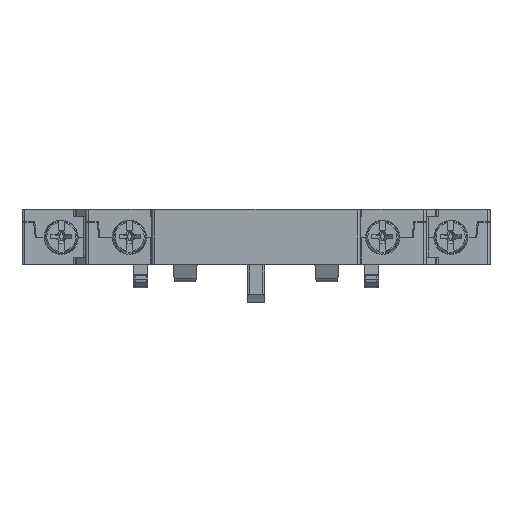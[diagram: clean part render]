
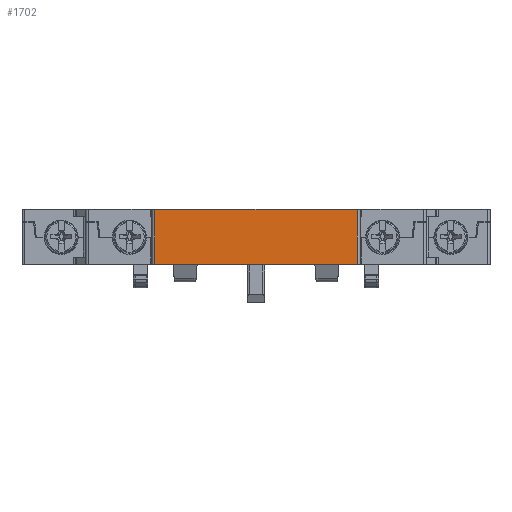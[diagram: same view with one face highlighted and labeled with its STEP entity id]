
A CAD part, left-side view. The second image highlights one B-rep face of the part: STEP entity #1702.
In plain terms, the highlighted planar face has unit normal (-1, 0, 0).
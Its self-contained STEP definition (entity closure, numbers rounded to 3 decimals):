
#1702=ADVANCED_FACE('',(#3103),#2408,.T.);
#2408=PLANE('',#24886);
#3103=FACE_OUTER_BOUND('',#3992,.T.);
#3992=EDGE_LOOP('',(#8077,#8078,#8079,#8080));
#8077=ORIENTED_EDGE('',*,*,#15689,.T.);
#8078=ORIENTED_EDGE('',*,*,#16113,.T.);
#8079=ORIENTED_EDGE('',*,*,#15627,.F.);
#8080=ORIENTED_EDGE('',*,*,#16154,.T.);
#12257=VERTEX_POINT('',#36222);
#12258=VERTEX_POINT('',#36223);
#12290=VERTEX_POINT('',#36321);
#12291=VERTEX_POINT('',#36323);
#15627=EDGE_CURVE('',#12257,#12258,#19235,.T.);
#15689=EDGE_CURVE('',#12291,#12290,#19279,.T.);
#16113=EDGE_CURVE('',#12290,#12258,#19578,.T.);
#16154=EDGE_CURVE('',#12257,#12291,#19598,.T.);
#19235=LINE('',#36221,#22098);
#19279=LINE('',#36322,#22142);
#19578=LINE('',#37233,#22441);
#19598=LINE('',#37517,#22461);
#22098=VECTOR('',#28229,1.);
#22142=VECTOR('',#28319,1.);
#22441=VECTOR('',#29020,1.);
#22461=VECTOR('',#29088,1.);
#24886=AXIS2_PLACEMENT_3D('',#37565,#29142,#29143);
#28229=DIRECTION('',(0.,1.,0.));
#28319=DIRECTION('',(0.,1.,0.));
#29020=DIRECTION('',(0.,0.,-1.));
#29088=DIRECTION('',(0.,0.,1.));
#29142=DIRECTION('',(-1.,0.,0.));
#29143=DIRECTION('',(0.,0.,1.));
#36221=CARTESIAN_POINT('',(-49.05,14.8,0.3));
#36222=CARTESIAN_POINT('',(-49.05,-11.2,0.3));
#36223=CARTESIAN_POINT('',(-49.05,25.6,0.3));
#36321=CARTESIAN_POINT('',(-49.05,25.6,10.2));
#36322=CARTESIAN_POINT('',(-49.05,14.4,10.2));
#36323=CARTESIAN_POINT('',(-49.05,-11.2,10.2));
#37233=CARTESIAN_POINT('',(-49.05,25.6,10.2));
#37517=CARTESIAN_POINT('',(-49.05,-11.2,10.2));
#37565=CARTESIAN_POINT('',(-49.05,39.4,5.3));
